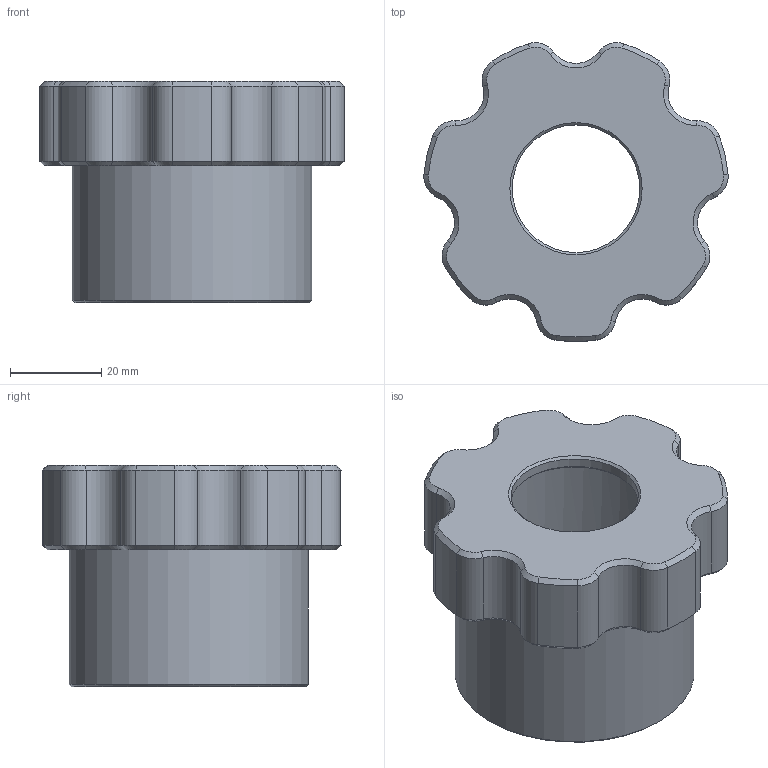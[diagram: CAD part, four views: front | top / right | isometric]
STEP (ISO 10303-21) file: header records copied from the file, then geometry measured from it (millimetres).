
FILE_DESCRIPTION(/* description */ (''),/* implementation_level */ '2;1');
FILE_NAME(/* name */ 'extended-cap.step',/* time_stamp */ '2025-09-30T23:46:44-04:00',/* author */ (''),/* organization */ (''),/* preprocessor_version */ 'ST-DEVELOPER v20.1',/* originating_system */ 'Autodesk Translation Framework v14.17.0.0',/* authorisation */ '');
FILE_SCHEMA (('AUTOMOTIVE_DESIGN { 1 0 10303 214 3 1 1 }'));
Length unit declared in the file: millimetre
Products named in the file (1): extended-cap
Bounding box: 66.73 x 65.54 x 48.5 mm (x, y, z)
Volume: 38370.6 mm3; surface area: 22585 mm2
Topology: 1 solids, 1 shells, 104 faces, 241 edges, 141 vertices
Faces by surface type: cone 59, cylinder 36, plane 6, bspline 3
Full cylindrical faces by diameter (mm): 28 x1, 48.5 x1, 48.529 x3, 52.5 x1
Entity records: 4668 total; most frequent: CARTESIAN_POINT 2233, DIRECTION 548, ORIENTED_EDGE 482, EDGE_CURVE 241, AXIS2_PLACEMENT_3D 227, VERTEX_POINT 141, CIRCLE 125, EDGE_LOOP 108
